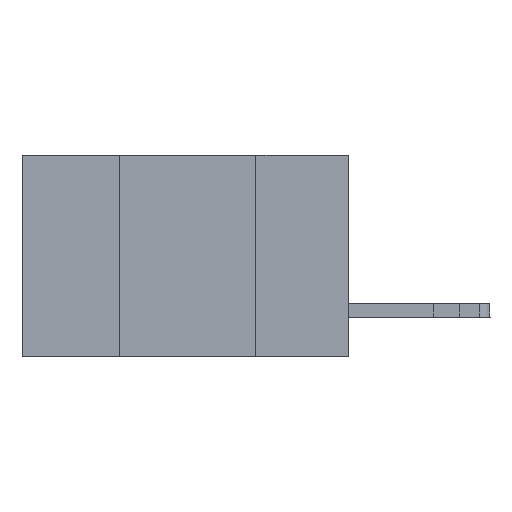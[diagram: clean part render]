
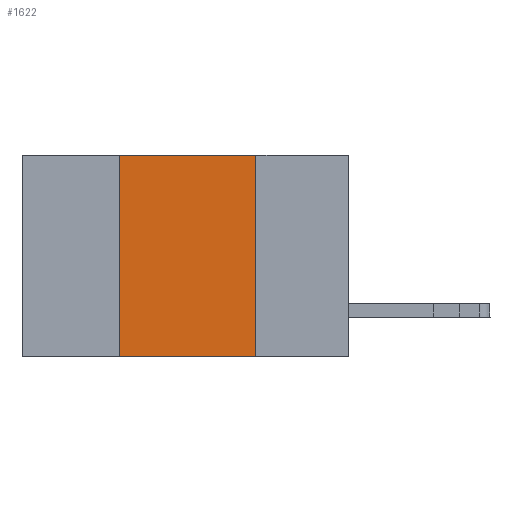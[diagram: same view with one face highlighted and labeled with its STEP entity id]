
A CAD part, left-side view. The second image highlights one B-rep face of the part: STEP entity #1622.
In plain terms, the highlighted planar face has unit normal (-1, 0, 0).
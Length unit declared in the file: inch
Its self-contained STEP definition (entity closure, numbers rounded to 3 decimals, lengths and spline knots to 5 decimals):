
#664 = CARTESIAN_POINT ( 'NONE',  ( 0., 0.17, 0. ) ) ;
#723 = EDGE_CURVE ( 'NONE', #20312, #4439, #11563, .T. ) ;
#1363 = DIRECTION ( 'NONE',  ( 0., 0., 1. ) ) ;
#1622 = ADVANCED_FACE ( 'NONE', ( #3335 ), #22640, .F. ) ;
#2190 = VECTOR ( 'NONE', #20491, 39.37008 ) ;
#3335 = FACE_OUTER_BOUND ( 'NONE', #21363, .T. ) ;
#4439 = VERTEX_POINT ( 'NONE', #7650 ) ;
#4507 = CARTESIAN_POINT ( 'NONE',  ( 0., 0.42, 0. ) ) ;
#4690 = LINE ( 'NONE', #8757, #18684 ) ;
#5851 = EDGE_CURVE ( 'NONE', #17759, #9550, #4690, .T. ) ;
#6817 = ORIENTED_EDGE ( 'NONE', *, *, #10879, .T. ) ;
#6847 = DIRECTION ( 'NONE',  ( 0., 0., -1. ) ) ;
#7016 = CARTESIAN_POINT ( 'NONE',  ( 0., 0.6, -0.37 ) ) ;
#7650 = CARTESIAN_POINT ( 'NONE',  ( 0., 0.17, -0.37 ) ) ;
#8278 = EDGE_CURVE ( 'NONE', #9550, #20312, #22554, .T. ) ;
#8757 = CARTESIAN_POINT ( 'NONE',  ( 0., 0.42, 0. ) ) ;
#8968 = VECTOR ( 'NONE', #6847, 39.37008 ) ;
#9550 = VERTEX_POINT ( 'NONE', #4507 ) ;
#9591 = AXIS2_PLACEMENT_3D ( 'NONE', #10475, #24706, #18454 ) ;
#10375 = LINE ( 'NONE', #7016, #11970 ) ;
#10475 = CARTESIAN_POINT ( 'NONE',  ( 0., 0.6, 0. ) ) ;
#10879 = EDGE_CURVE ( 'NONE', #17759, #4439, #10375, .T. ) ;
#11563 = LINE ( 'NONE', #664, #8968 ) ;
#11970 = VECTOR ( 'NONE', #16994, 39.37008 ) ;
#12068 = CARTESIAN_POINT ( 'NONE',  ( 0., 0.42, -0.37 ) ) ;
#13231 = ORIENTED_EDGE ( 'NONE', *, *, #5851, .F. ) ;
#16994 = DIRECTION ( 'NONE',  ( 0., -1., 0. ) ) ;
#17691 = CARTESIAN_POINT ( 'NONE',  ( 0., 0.17, 0. ) ) ;
#17759 = VERTEX_POINT ( 'NONE', #12068 ) ;
#18454 = DIRECTION ( 'NONE',  ( 0., 0., -1. ) ) ;
#18684 = VECTOR ( 'NONE', #1363, 39.37008 ) ;
#19157 = ORIENTED_EDGE ( 'NONE', *, *, #723, .F. ) ;
#20223 = CARTESIAN_POINT ( 'NONE',  ( 0., 0.6, 0. ) ) ;
#20312 = VERTEX_POINT ( 'NONE', #17691 ) ;
#20491 = DIRECTION ( 'NONE',  ( 0., -1., 0. ) ) ;
#20624 = ORIENTED_EDGE ( 'NONE', *, *, #8278, .F. ) ;
#21363 = EDGE_LOOP ( 'NONE', ( #19157, #20624, #13231, #6817 ) ) ;
#22554 = LINE ( 'NONE', #20223, #2190 ) ;
#22640 = PLANE ( 'NONE',  #9591 ) ;
#24706 = DIRECTION ( 'NONE',  ( 1., 0., 0. ) ) ;
